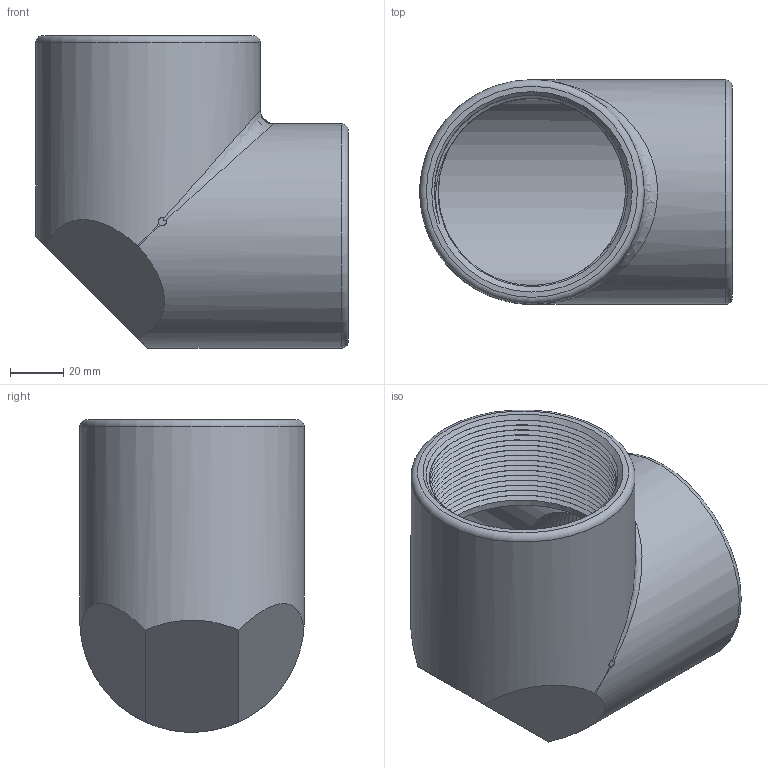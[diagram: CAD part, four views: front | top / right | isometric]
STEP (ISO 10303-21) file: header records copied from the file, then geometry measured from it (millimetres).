
FILE_DESCRIPTION(/* description */ ('Unknown'),/* implementation_level */ '2;1');
FILE_NAME(/* name */ '20200814-R-222-DN65',/* time_stamp */ '2020-08-14T17:49:21+08:00',/* author */ ('Unknown'),/* organization */ ('Unknown'),/* preprocessor_version */ 'ST-DEVELOPER v16.7',/* originating_system */ 'DEX',/* authorisation */ $);
FILE_SCHEMA (('AUTOMOTIVE_DESIGN {1 0 10303 214 3 1 1}'));
Length unit declared in the file: millimetre
Products named in the file (1): DN65
Bounding box: 117 x 84 x 117 mm (x, y, z)
Surface area: 78933.6 mm2 (no closed solid volume)
Topology: 0 solids, 1 shells, 54 faces, 225 edges, 166 vertices
Faces by surface type: cylinder 33, bspline 8, plane 8, torus 3, cone 2
Full cylindrical faces by diameter (mm): 70 x29, 84 x2
Entity records: 9580 total; most frequent: CARTESIAN_POINT 8522, ORIENTED_EDGE 362, EDGE_CURVE 181, VERTEX_POINT 165, DIRECTION 90, AXIS2_PLACEMENT_3D 40, EDGE_LOOP 36, FACE_BOUND 36
